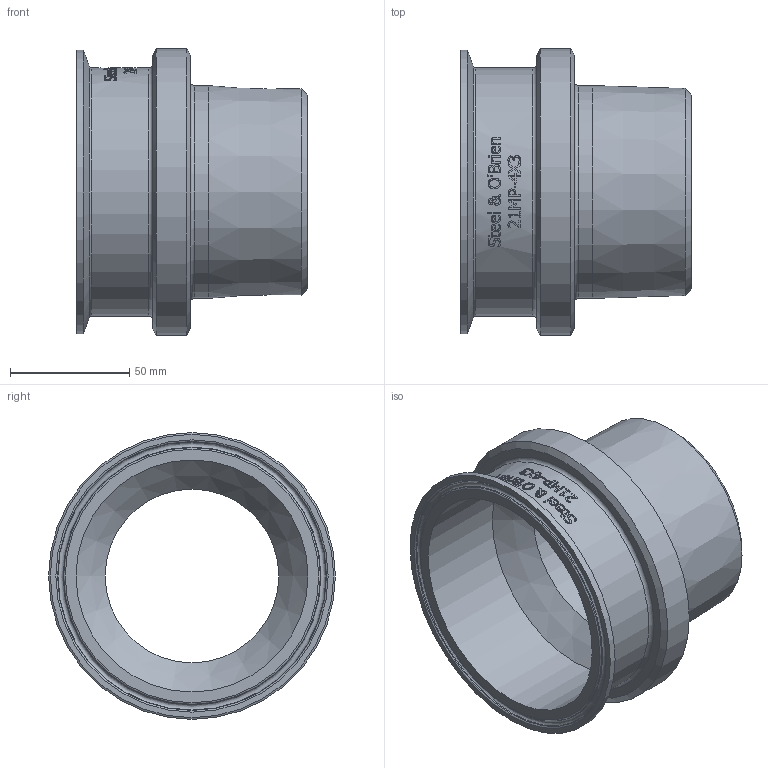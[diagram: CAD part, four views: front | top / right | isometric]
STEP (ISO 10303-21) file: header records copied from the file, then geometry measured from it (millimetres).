
FILE_DESCRIPTION(/* description */ (''),/* implementation_level */ '2;1');
FILE_NAME(/* name */ 'AAV04245.stp',/* time_stamp */ '2019-01-30T13:44:11-05:00',/* author */ ('rick'),/* organization */ (''),/* preprocessor_version */ 'ST-DEVELOPER v15.2',/* originating_system */ 'Autodesk Inventor 2014',/* authorisation */ '');
FILE_SCHEMA (('AUTOMOTIVE_DESIGN { 1 0 10303 214 3 1 1 }'));
Length unit declared in the file: inch
Products named in the file (1): AAV04245
Bounding box: 96.85 x 120.4 x 120.4 mm (x, y, z)
Volume: 211409.3 mm3; surface area: 70955.5 mm2
Topology: 1 solids, 1 shells, 371 faces, 986 edges, 652 vertices
Faces by surface type: plane 160, bspline 158, cylinder 38, cone 9, torus 6
Full cylindrical faces by diameter (mm): 72.898 x1, 89.322 x1, 97.384 x1, 104.14 x1, 118.923 x1, 120.396 x1
Entity records: 14165 total; most frequent: CARTESIAN_POINT 5842, ORIENTED_EDGE 1930, DIRECTION 1289, EDGE_CURVE 965, VERTEX_POINT 652, LINE 437, VECTOR 437, EDGE_LOOP 429
